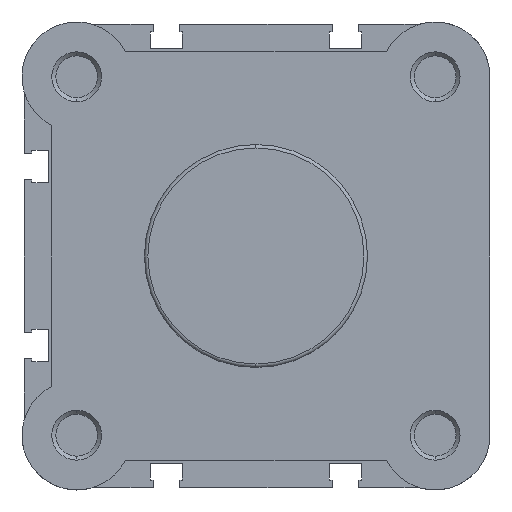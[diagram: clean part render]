
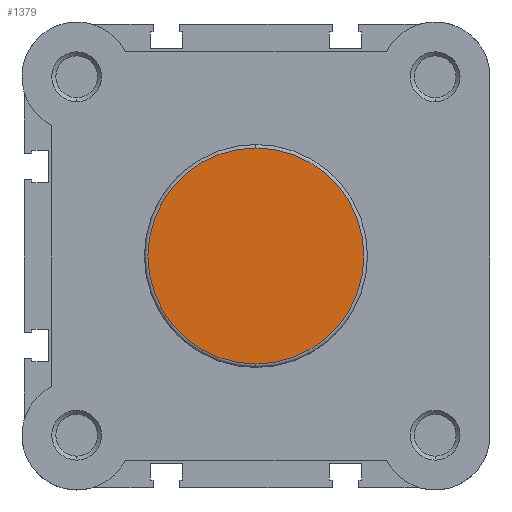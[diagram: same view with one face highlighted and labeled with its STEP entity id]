
A CAD part, left-side view. The second image highlights one B-rep face of the part: STEP entity #1379.
In plain terms, the highlighted planar face has unit normal (-1, 0, 0).
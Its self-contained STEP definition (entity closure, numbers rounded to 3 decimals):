
#162 = EDGE_CURVE ( 'NONE', #1294, #1093, #2339, .T. ) ;
#434 = EDGE_CURVE ( 'NONE', #1093, #1294, #4527, .T. ) ;
#537 = AXIS2_PLACEMENT_3D ( 'NONE', #3698, #3699, #3700 ) ;
#648 = AXIS2_PLACEMENT_3D ( 'NONE', #4350, #4357, #4358 ) ;
#729 = AXIS2_PLACEMENT_3D ( 'NONE', #5633, #5636, #5637 ) ;
#1093 = VERTEX_POINT ( 'NONE', #5158 ) ;
#1294 = VERTEX_POINT ( 'NONE', #5359 ) ;
#1379 = ADVANCED_FACE ( 'NONE', ( #4722 ), #5634, .F. ) ;
#1605 = ORIENTED_EDGE ( 'NONE', *, *, #162, .T. ) ;
#1606 = ORIENTED_EDGE ( 'NONE', *, *, #434, .T. ) ;
#2012 = EDGE_LOOP ( 'NONE', ( #1606, #1605 ) ) ;
#2339 = CIRCLE ( 'NONE', #537, 21.7 ) ;
#3698 = CARTESIAN_POINT ( 'NONE',  ( 0., 0., 0. ) ) ;
#3699 = DIRECTION ( 'NONE',  ( -1., 0., 0. ) ) ;
#3700 = DIRECTION ( 'NONE',  ( 0., 0., -1. ) ) ;
#4350 = CARTESIAN_POINT ( 'NONE',  ( 0., 0., 0. ) ) ;
#4357 = DIRECTION ( 'NONE',  ( -1., 0., 0. ) ) ;
#4358 = DIRECTION ( 'NONE',  ( 0., 0., -1. ) ) ;
#4527 = CIRCLE ( 'NONE', #648, 21.7 ) ;
#4722 = FACE_OUTER_BOUND ( 'NONE', #2012, .T. ) ;
#5158 = CARTESIAN_POINT ( 'NONE',  ( 0., 0., -21.7 ) ) ;
#5359 = CARTESIAN_POINT ( 'NONE',  ( 0., 0., 21.7 ) ) ;
#5633 = CARTESIAN_POINT ( 'NONE',  ( 0., 22.4, 0. ) ) ;
#5634 = PLANE ( 'NONE',  #729 ) ;
#5636 = DIRECTION ( 'NONE',  ( 1., 0., 0. ) ) ;
#5637 = DIRECTION ( 'NONE',  ( 0., 0., -1. ) ) ;
